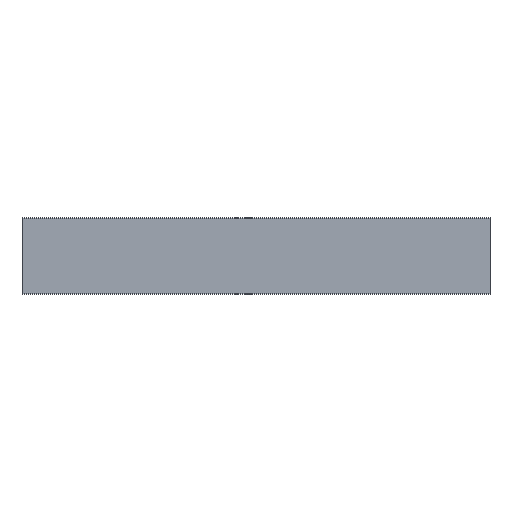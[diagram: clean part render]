
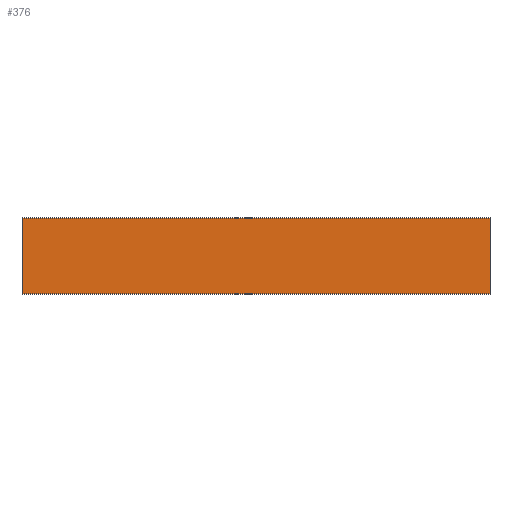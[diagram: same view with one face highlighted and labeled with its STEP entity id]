
A CAD part, left-side view. The second image highlights one B-rep face of the part: STEP entity #376.
In plain terms, the highlighted planar face has unit normal (-1, 0, 0).
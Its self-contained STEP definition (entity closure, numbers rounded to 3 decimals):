
#22=FACE_OUTER_BOUND('',#42,.T.);
#42=EDGE_LOOP('',(#263,#264,#265,#266));
#61=LINE('',#536,#109);
#69=LINE('',#551,#117);
#72=LINE('',#557,#120);
#77=LINE('',#567,#125);
#109=VECTOR('',#442,10.);
#117=VECTOR('',#454,10.);
#120=VECTOR('',#459,10.);
#125=VECTOR('',#470,10.);
#156=VERTEX_POINT('',#533);
#157=VERTEX_POINT('',#535);
#162=VERTEX_POINT('',#549);
#163=VERTEX_POINT('',#553);
#189=EDGE_CURVE('',#156,#157,#61,.T.);
#197=EDGE_CURVE('',#162,#156,#69,.T.);
#200=EDGE_CURVE('',#157,#163,#72,.T.);
#205=EDGE_CURVE('',#162,#163,#77,.T.);
#263=ORIENTED_EDGE('',*,*,#197,.F.);
#264=ORIENTED_EDGE('',*,*,#205,.T.);
#265=ORIENTED_EDGE('',*,*,#200,.F.);
#266=ORIENTED_EDGE('',*,*,#189,.F.);
#334=PLANE('',#417);
#376=ADVANCED_FACE('',(#22),#334,.T.);
#417=AXIS2_PLACEMENT_3D('',#566,#468,#469);
#442=DIRECTION('',(0.,0.,1.));
#454=DIRECTION('',(0.,1.,0.));
#459=DIRECTION('',(0.,-1.,0.));
#468=DIRECTION('center_axis',(-1.,0.,0.));
#469=DIRECTION('ref_axis',(0.,-1.,0.));
#470=DIRECTION('',(0.,0.,1.));
#533=CARTESIAN_POINT('',(-3.,236.25,0.6));
#535=CARTESIAN_POINT('',(-3.,236.25,76.4));
#536=CARTESIAN_POINT('',(-3.,236.25,0.));
#549=CARTESIAN_POINT('',(-3.,-236.25,0.6));
#551=CARTESIAN_POINT('',(-3.,118.125,0.6));
#553=CARTESIAN_POINT('',(-3.,-236.25,76.4));
#557=CARTESIAN_POINT('',(-3.,118.125,76.4));
#566=CARTESIAN_POINT('Origin',(-3.,236.25,0.));
#567=CARTESIAN_POINT('',(-3.,-236.25,0.));
